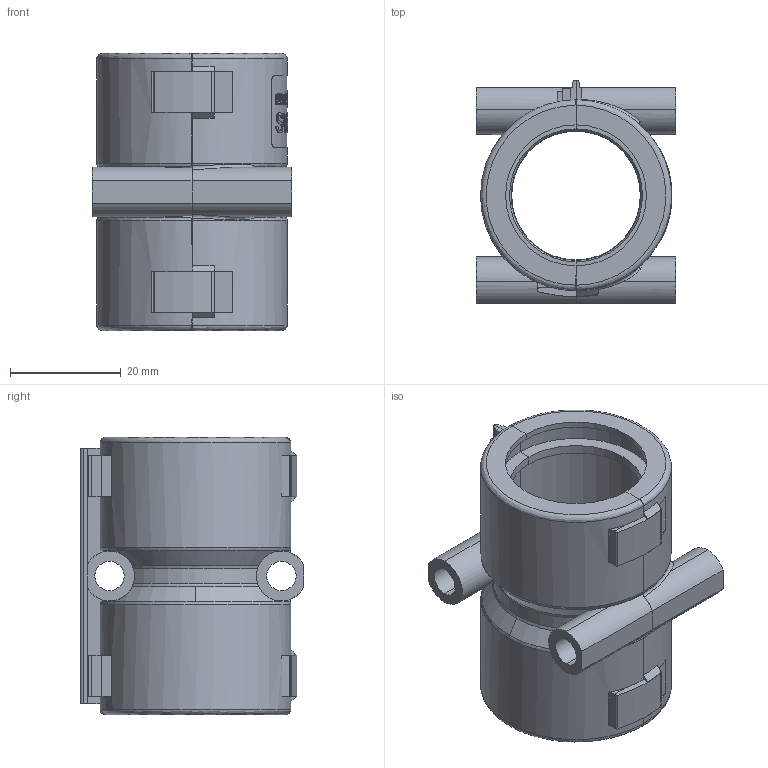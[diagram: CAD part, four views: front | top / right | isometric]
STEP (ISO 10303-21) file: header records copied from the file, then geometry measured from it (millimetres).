
FILE_DESCRIPTION (( 'STEP AP203' ), '1' );
FILE_NAME ('837010.step', '2023-06-13T19:09:30', ( '' ), ( '' ), 'SwSTEP 2.0', 'SolidWorks 2021', '' );
FILE_SCHEMA (( 'CONFIG_CONTROL_DESIGN' ));
Length unit declared in the file: inch
Products named in the file (1): 837010
Bounding box: 36 x 40.25 x 50 mm (x, y, z)
Volume: 17701.4 mm3; surface area: 15895.5 mm2
Topology: 2 solids, 2 shells, 479 faces, 1331 edges, 878 vertices
Faces by surface type: plane 217, bspline 166, cylinder 80, cone 16
Entity records: 24231 total; most frequent: CARTESIAN_POINT 12847, ORIENTED_EDGE 2662, DIRECTION 1858, EDGE_CURVE 1331, VERTEX_POINT 878, VECTOR 698, LINE 698, AXIS2_PLACEMENT_3D 580
